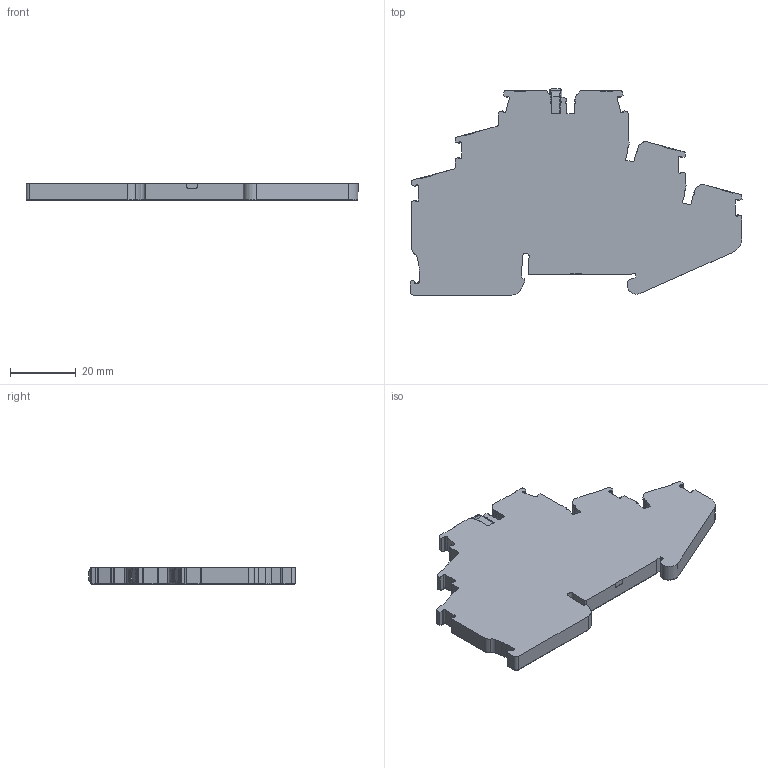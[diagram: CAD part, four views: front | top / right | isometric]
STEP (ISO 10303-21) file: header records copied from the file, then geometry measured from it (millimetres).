
FILE_DESCRIPTION (( 'STEP AP203' ), '1' );
FILE_NAME ('KN-PT25-1X-1X-1X-25.step', '2025-04-29T14:38:10', ( '' ), ( '' ), 'SwSTEP 2.0', 'SolidWorks 2024', '' );
FILE_SCHEMA (( 'CONFIG_CONTROL_DESIGN' ));
Length unit declared in the file: inch
Products named in the file (1): KN-PT25-1X-1X-1X-25
Bounding box: 101.03 x 62.71 x 5.15 mm (x, y, z)
Volume: 22289 mm3; surface area: 10908.1 mm2
Topology: 1 solids, 4 shells, 1314 faces, 3807 edges, 2499 vertices
Faces by surface type: plane 638, cylinder 565, bspline 93, cone 18
Entity records: 45903 total; most frequent: CARTESIAN_POINT 12874, ORIENTED_EDGE 7558, DIRECTION 6053, EDGE_CURVE 3779, VERTEX_POINT 2499, VECTOR 2197, LINE 2197, AXIS2_PLACEMENT_3D 1928
